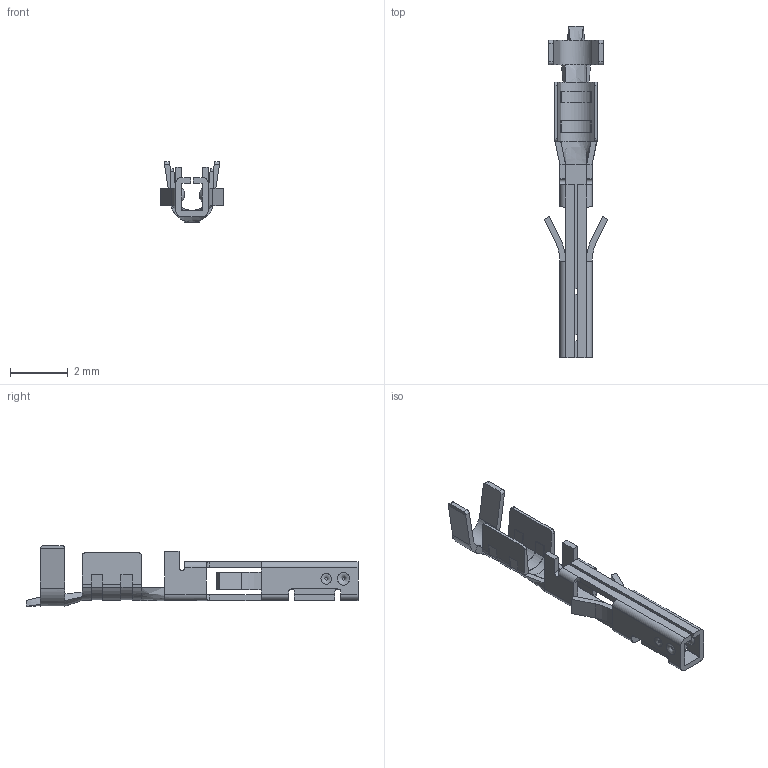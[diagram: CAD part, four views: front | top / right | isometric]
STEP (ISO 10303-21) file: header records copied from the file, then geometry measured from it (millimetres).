
FILE_DESCRIPTION( ( 'Unknown' ), '1' );
FILE_NAME( '66200413722DEC.stp', 'Unknown', ( 'Unknown' ), ( 'Unknown' ), 'PSStep 18.0.17', 'Unknown', ' ' );
FILE_SCHEMA( ( 'AUTOMOTIVE_DESIGN { 1 0 10303 214 1 1 1 1 }' ) );
Length unit declared in the file: millimetre
Products named in the file (2): 1; 2
Bounding box: 2.2 x 11.5 x 2.1 mm (x, y, z)
Volume: 6.9 mm3; surface area: 85.8 mm2
Topology: 2 solids, 2 shells, 191 faces, 527 edges, 342 vertices
Faces by surface type: plane 114, cylinder 52, bspline 23, torus 2
Entity records: 8428 total; most frequent: CARTESIAN_POINT 2175, ORIENTED_EDGE 1022, DIRECTION 904, EDGE_CURVE 511, LINE 342, VECTOR 342, VERTEX_POINT 334, AXIS2_PLACEMENT_3D 281
